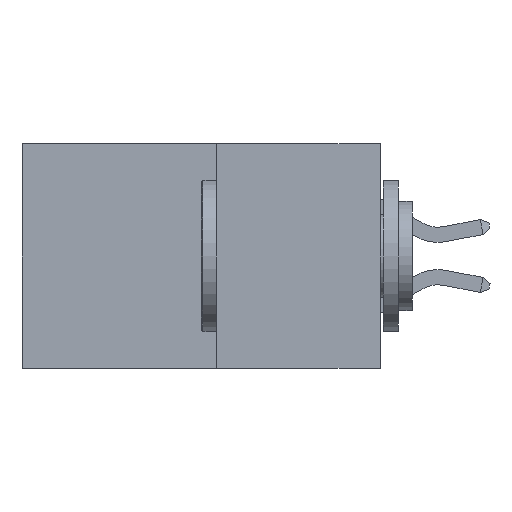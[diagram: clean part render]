
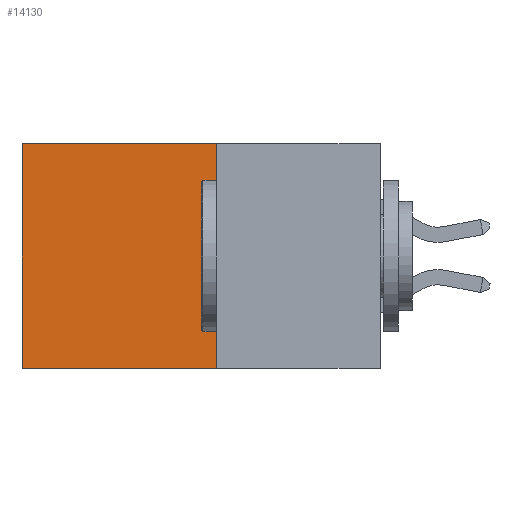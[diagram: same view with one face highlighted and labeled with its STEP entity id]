
A CAD part, left-side view. The second image highlights one B-rep face of the part: STEP entity #14130.
In plain terms, the highlighted planar face has unit normal (-1, 0, 0).
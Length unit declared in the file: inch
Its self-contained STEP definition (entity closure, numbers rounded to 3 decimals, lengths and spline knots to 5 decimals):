
#298 = FACE_OUTER_BOUND ( 'NONE', #6294, .T. ) ;
#1000 = VECTOR ( 'NONE', #11883, 39.37008 ) ;
#1179 = LINE ( 'NONE', #11414, #17426 ) ;
#1795 = AXIS2_PLACEMENT_3D ( 'NONE', #9352, #23515, #11389 ) ;
#2016 = ORIENTED_EDGE ( 'NONE', *, *, #20495, .T. ) ;
#2504 = CARTESIAN_POINT ( 'NONE',  ( 0.277, 0.27, -0.37 ) ) ;
#2786 = VERTEX_POINT ( 'NONE', #17082 ) ;
#4092 = VERTEX_POINT ( 'NONE', #10129 ) ;
#6294 = EDGE_LOOP ( 'NONE', ( #2016, #19227, #20222, #8160 ) ) ;
#7219 = DIRECTION ( 'NONE',  ( 0., 1., 0. ) ) ;
#7260 = EDGE_CURVE ( 'NONE', #22884, #2786, #20305, .T. ) ;
#7343 = PLANE ( 'NONE',  #1795 ) ;
#7760 = VERTEX_POINT ( 'NONE', #19868 ) ;
#8160 = ORIENTED_EDGE ( 'NONE', *, *, #14767, .T. ) ;
#9352 = CARTESIAN_POINT ( 'NONE',  ( 0.277, 0.27, -0.37 ) ) ;
#10129 = CARTESIAN_POINT ( 'NONE',  ( 0.277, 0.27, 0. ) ) ;
#10779 = VECTOR ( 'NONE', #7219, 39.37008 ) ;
#11164 = EDGE_CURVE ( 'NONE', #4092, #22884, #11825, .T. ) ;
#11187 = CARTESIAN_POINT ( 'NONE',  ( 0.277, 0.27, 0. ) ) ;
#11389 = DIRECTION ( 'NONE',  ( 0., 0., -1. ) ) ;
#11414 = CARTESIAN_POINT ( 'NONE',  ( 0.277, 0.59, -0.37 ) ) ;
#11825 = LINE ( 'NONE', #23997, #1000 ) ;
#11883 = DIRECTION ( 'NONE',  ( 0., 0., -1. ) ) ;
#14130 = ADVANCED_FACE ( 'NONE', ( #298 ), #7343, .F. ) ;
#14767 = EDGE_CURVE ( 'NONE', #4092, #7760, #16255, .T. ) ;
#16255 = LINE ( 'NONE', #11187, #10779 ) ;
#17082 = CARTESIAN_POINT ( 'NONE',  ( 0.277, 0.59, -0.37 ) ) ;
#17426 = VECTOR ( 'NONE', #19509, 39.37008 ) ;
#19227 = ORIENTED_EDGE ( 'NONE', *, *, #7260, .F. ) ;
#19509 = DIRECTION ( 'NONE',  ( 0., 0., -1. ) ) ;
#19868 = CARTESIAN_POINT ( 'NONE',  ( 0.277, 0.59, 0. ) ) ;
#20222 = ORIENTED_EDGE ( 'NONE', *, *, #11164, .F. ) ;
#20305 = LINE ( 'NONE', #25558, #24364 ) ;
#20495 = EDGE_CURVE ( 'NONE', #7760, #2786, #1179, .T. ) ;
#22884 = VERTEX_POINT ( 'NONE', #2504 ) ;
#23515 = DIRECTION ( 'NONE',  ( 1., 0., 0. ) ) ;
#23997 = CARTESIAN_POINT ( 'NONE',  ( 0.277, 0.27, -0.37 ) ) ;
#24364 = VECTOR ( 'NONE', #25617, 39.37008 ) ;
#25558 = CARTESIAN_POINT ( 'NONE',  ( 0.277, 0.27, -0.37 ) ) ;
#25617 = DIRECTION ( 'NONE',  ( 0., 1., 0. ) ) ;
